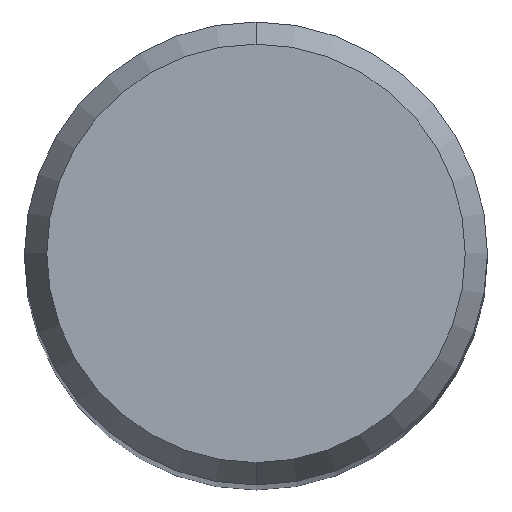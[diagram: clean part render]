
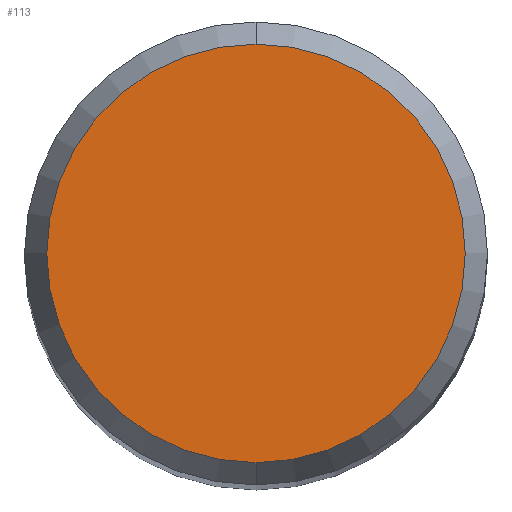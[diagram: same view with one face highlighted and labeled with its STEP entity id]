
A CAD part, top view. The second image highlights one B-rep face of the part: STEP entity #113.
In plain terms, the highlighted planar face has unit normal (0, 0, 1).
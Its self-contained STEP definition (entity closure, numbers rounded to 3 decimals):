
#113=ADVANCED_FACE('',(#264),#265,.T.);
#123=VERTEX_POINT('',#277);
#153=VERTEX_POINT('',#309);
#201=EDGE_CURVE('',#123,#153,#364,.T.);
#229=EDGE_CURVE('',#153,#123,#397,.T.);
#264=FACE_OUTER_BOUND('',#431,.T.);
#265=PLANE('',#432);
#277=CARTESIAN_POINT('',(0.,-2.158,0.));
#309=CARTESIAN_POINT('',(0.0,2.158,0.));
#364=CIRCLE('',#561,2.158);
#397=CIRCLE('',#599,2.158);
#431=EDGE_LOOP('',(#613,#614));
#432=AXIS2_PLACEMENT_3D('',#615,#616,#617);
#561=AXIS2_PLACEMENT_3D('',#743,#744,#745);
#599=AXIS2_PLACEMENT_3D('',#790,#791,#792);
#613=ORIENTED_EDGE('',*,*,#229,.F.);
#614=ORIENTED_EDGE('',*,*,#201,.F.);
#615=CARTESIAN_POINT('',(0.0,1.079,0.));
#616=DIRECTION('',(-0.0,0.0,1.0));
#617=DIRECTION('',(0.0,-1.0,0.0));
#743=CARTESIAN_POINT('',(0.0,0.0,0.));
#744=DIRECTION('',(0.0,0.0,-1.0));
#745=DIRECTION('',(0.0,1.0,0.0));
#790=CARTESIAN_POINT('',(0.0,0.0,0.));
#791=DIRECTION('',(0.0,0.0,-1.0));
#792=DIRECTION('',(0.0,1.0,0.0));
